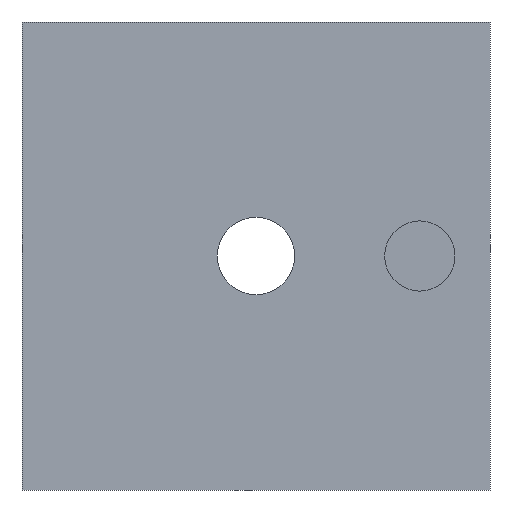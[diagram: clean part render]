
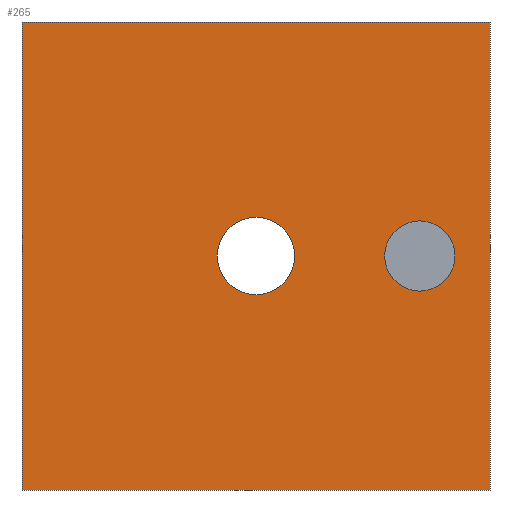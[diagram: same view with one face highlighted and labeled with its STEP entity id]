
A CAD part, front view. The second image highlights one B-rep face of the part: STEP entity #265.
In plain terms, the highlighted planar face has unit normal (0, -1, 0).
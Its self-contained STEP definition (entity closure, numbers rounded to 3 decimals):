
#3 = EDGE_CURVE ( 'NONE', #306, #69, #222, .T. ) ;
#10 = DIRECTION ( 'NONE',  ( 1., 0., 0. ) ) ;
#11 = VECTOR ( 'NONE', #495, 1000. ) ;
#16 = DIRECTION ( 'NONE',  ( 1., 0., 0. ) ) ;
#22 = AXIS2_PLACEMENT_3D ( 'NONE', #267, #396, #40 ) ;
#23 = EDGE_LOOP ( 'NONE', ( #171, #122 ) ) ;
#26 = ORIENTED_EDGE ( 'NONE', *, *, #304, .T. ) ;
#36 = EDGE_CURVE ( 'NONE', #291, #102, #373, .T. ) ;
#40 = DIRECTION ( 'NONE',  ( -1., 0., 0. ) ) ;
#56 = CARTESIAN_POINT ( 'NONE',  ( -10., -6.4, -10. ) ) ;
#60 = ORIENTED_EDGE ( 'NONE', *, *, #506, .F. ) ;
#69 = VERTEX_POINT ( 'NONE', #96 ) ;
#71 = VERTEX_POINT ( 'NONE', #513 ) ;
#91 = CARTESIAN_POINT ( 'NONE',  ( 7., -6.4, 0. ) ) ;
#96 = CARTESIAN_POINT ( 'NONE',  ( 8.5, -6.4, 0. ) ) ;
#100 = CARTESIAN_POINT ( 'NONE',  ( -10., -6.4, 10. ) ) ;
#102 = VERTEX_POINT ( 'NONE', #56 ) ;
#122 = ORIENTED_EDGE ( 'NONE', *, *, #3, .F. ) ;
#127 = FACE_BOUND ( 'NONE', #349, .T. ) ;
#132 = AXIS2_PLACEMENT_3D ( 'NONE', #449, #423, #457 ) ;
#140 = CIRCLE ( 'NONE', #437, 1.5 ) ;
#144 = VERTEX_POINT ( 'NONE', #156 ) ;
#156 = CARTESIAN_POINT ( 'NONE',  ( 0., -6.4, 1.65 ) ) ;
#162 = DIRECTION ( 'NONE',  ( 0., -1., 0. ) ) ;
#164 = CARTESIAN_POINT ( 'NONE',  ( -10., -6.4, 10. ) ) ;
#171 = ORIENTED_EDGE ( 'NONE', *, *, #219, .F. ) ;
#182 = VECTOR ( 'NONE', #467, 1000. ) ;
#198 = CIRCLE ( 'NONE', #22, 1.65 ) ;
#204 = CARTESIAN_POINT ( 'NONE',  ( 10., -6.4, 10. ) ) ;
#219 = EDGE_CURVE ( 'NONE', #69, #306, #140, .T. ) ;
#222 = CIRCLE ( 'NONE', #325, 1.5 ) ;
#223 = DIRECTION ( 'NONE',  ( 0., -1., 0. ) ) ;
#234 = FACE_BOUND ( 'NONE', #23, .T. ) ;
#246 = DIRECTION ( 'NONE',  ( 0., 1., 0. ) ) ;
#247 = CARTESIAN_POINT ( 'NONE',  ( -10., -6.4, -10. ) ) ;
#252 = VECTOR ( 'NONE', #16, 1000. ) ;
#253 = EDGE_LOOP ( 'NONE', ( #26, #60, #351, #421 ) ) ;
#254 = AXIS2_PLACEMENT_3D ( 'NONE', #164, #246, #330 ) ;
#257 = LINE ( 'NONE', #100, #252 ) ;
#265 = ADVANCED_FACE ( 'NONE', ( #234, #127, #500 ), #406, .F. ) ;
#267 = CARTESIAN_POINT ( 'NONE',  ( 0., -6.4, 0. ) ) ;
#272 = CIRCLE ( 'NONE', #132, 1.65 ) ;
#291 = VERTEX_POINT ( 'NONE', #363 ) ;
#292 = LINE ( 'NONE', #204, #11 ) ;
#304 = EDGE_CURVE ( 'NONE', #102, #486, #348, .T. ) ;
#306 = VERTEX_POINT ( 'NONE', #412 ) ;
#316 = CARTESIAN_POINT ( 'NONE',  ( 10., -6.4, -10. ) ) ;
#325 = AXIS2_PLACEMENT_3D ( 'NONE', #468, #223, #454 ) ;
#330 = DIRECTION ( 'NONE',  ( -1., 0., 0. ) ) ;
#343 = VECTOR ( 'NONE', #10, 1000. ) ;
#348 = LINE ( 'NONE', #247, #343 ) ;
#349 = EDGE_LOOP ( 'NONE', ( #464, #483 ) ) ;
#351 = ORIENTED_EDGE ( 'NONE', *, *, #489, .F. ) ;
#363 = CARTESIAN_POINT ( 'NONE',  ( -10., -6.4, 10. ) ) ;
#373 = LINE ( 'NONE', #420, #182 ) ;
#396 = DIRECTION ( 'NONE',  ( 0., 1., 0. ) ) ;
#399 = VERTEX_POINT ( 'NONE', #481 ) ;
#403 = DIRECTION ( 'NONE',  ( 1., 0., 0. ) ) ;
#406 = PLANE ( 'NONE',  #254 ) ;
#412 = CARTESIAN_POINT ( 'NONE',  ( 5.5, -6.4, 0. ) ) ;
#420 = CARTESIAN_POINT ( 'NONE',  ( -10., -6.4, 10. ) ) ;
#421 = ORIENTED_EDGE ( 'NONE', *, *, #36, .T. ) ;
#423 = DIRECTION ( 'NONE',  ( 0., 1., 0. ) ) ;
#437 = AXIS2_PLACEMENT_3D ( 'NONE', #91, #162, #403 ) ;
#449 = CARTESIAN_POINT ( 'NONE',  ( 0., -6.4, 0. ) ) ;
#454 = DIRECTION ( 'NONE',  ( 1., 0., 0. ) ) ;
#457 = DIRECTION ( 'NONE',  ( -1., 0., 0. ) ) ;
#458 = EDGE_CURVE ( 'NONE', #399, #144, #198, .T. ) ;
#461 = EDGE_CURVE ( 'NONE', #144, #399, #272, .T. ) ;
#464 = ORIENTED_EDGE ( 'NONE', *, *, #461, .T. ) ;
#467 = DIRECTION ( 'NONE',  ( 0., 0., -1. ) ) ;
#468 = CARTESIAN_POINT ( 'NONE',  ( 7., -6.4, 0. ) ) ;
#481 = CARTESIAN_POINT ( 'NONE',  ( 0., -6.4, -1.65 ) ) ;
#483 = ORIENTED_EDGE ( 'NONE', *, *, #458, .T. ) ;
#486 = VERTEX_POINT ( 'NONE', #316 ) ;
#489 = EDGE_CURVE ( 'NONE', #291, #71, #257, .T. ) ;
#495 = DIRECTION ( 'NONE',  ( 0., 0., -1. ) ) ;
#500 = FACE_OUTER_BOUND ( 'NONE', #253, .T. ) ;
#506 = EDGE_CURVE ( 'NONE', #71, #486, #292, .T. ) ;
#513 = CARTESIAN_POINT ( 'NONE',  ( 10., -6.4, 10. ) ) ;
